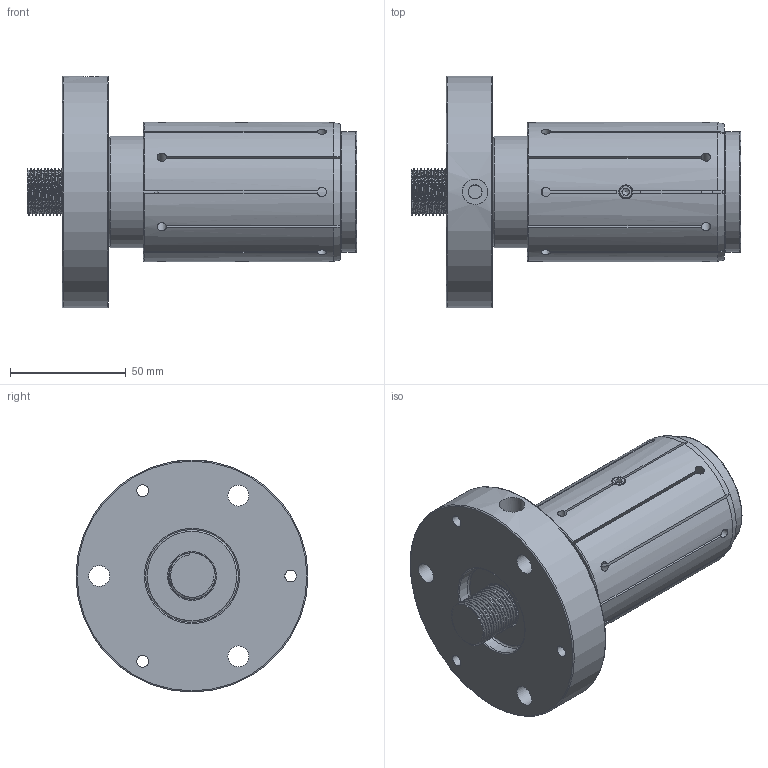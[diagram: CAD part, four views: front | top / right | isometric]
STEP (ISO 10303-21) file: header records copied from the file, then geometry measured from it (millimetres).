
FILE_DESCRIPTION (( 'STEP AP214' ), '1' );
FILE_NAME ('DTG-4C1-A（60x85）.STEP', '2024-09-28T02:38:06', ( '' ), ( '' ), 'SwSTEP 2.0', 'SolidWorks 2023', '' );
FILE_SCHEMA (( 'AUTOMOTIVE_DESIGN' ));
Length unit declared in the file: millimetre
Products named in the file (5): DTG-4C1-A 拉杆（60x85）; DTG-4C1-A 底座（60x85）; DTG-4C1-A 涨套（60x85）; DTG-4C1-A（60x85）; 内六角平端紧定螺钉[GBT77-2000][M6×25]_M6×25
Assembly tree (5 placements, depth 2):
  DTG-4C1-A（60x85）
    DTG-4C1-A 底座（60x85）
    DTG-4C1-A 拉杆（60x85）
    DTG-4C1-A 涨套（60x85）
    内六角平端紧定螺钉[GBT77-2000][M6×25]_M6×25  x2
Bounding box: 142 x 100 x 100 mm (x, y, z)
Volume: 412590.9 mm3; surface area: 106062.6 mm2
Topology: 5 solids, 5 shells, 258 faces, 685 edges, 442 vertices
Faces by surface type: plane 144, cylinder 71, cone 26, torus 14, bspline 3
Full cylindrical faces by diameter (mm): 5 x4, 6 x3, 9 x3, 11 x1, 15 x3, 19 x2, 20 x2, 21 x1, 30 x1, 40 x1, 45.133 x1, 48 x1, 52 x1, 60 x1, 100 x1
Entity records: 17026 total; most frequent: CARTESIAN_POINT 9646, ORIENTED_EDGE 1182, DIRECTION 1139, EDGE_CURVE 591, AXIS2_PLACEMENT_3D 421, VERTEX_POINT 406, EDGE_LOOP 311, LINE 297
